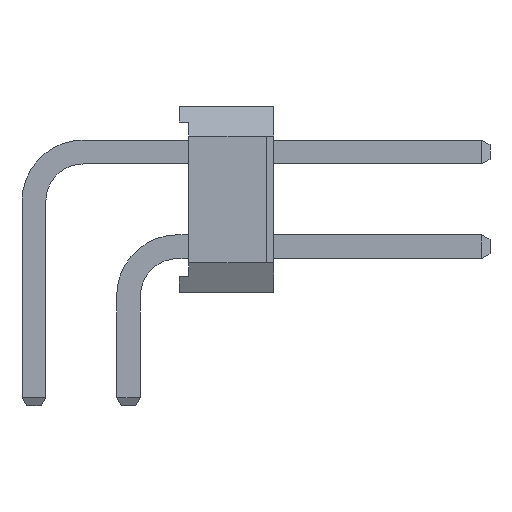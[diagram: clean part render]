
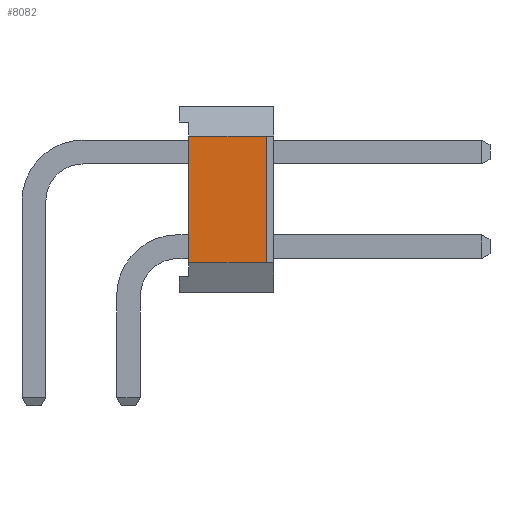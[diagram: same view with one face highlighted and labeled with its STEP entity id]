
A CAD part, left-side view. The second image highlights one B-rep face of the part: STEP entity #8082.
In plain terms, the highlighted planar face has unit normal (-1, 0, 0).
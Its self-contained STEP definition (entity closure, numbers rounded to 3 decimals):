
#508=FACE_OUTER_BOUND('',#972,.T.);
#972=EDGE_LOOP('',(#5620,#5621,#5622,#5623));
#1412=LINE('',#11156,#2476);
#1530=LINE('',#11414,#2594);
#1545=LINE('',#11440,#2609);
#1546=LINE('',#11442,#2610);
#2476=VECTOR('',#9044,3.4);
#2594=VECTOR('',#9278,3.4);
#2609=VECTOR('',#9303,2.09);
#2610=VECTOR('',#9306,2.09);
#3539=VERTEX_POINT('',#11153);
#3540=VERTEX_POINT('',#11155);
#3621=VERTEX_POINT('',#11412);
#3622=VERTEX_POINT('',#11413);
#4240=EDGE_CURVE('',#3540,#3539,#1412,.T.);
#4366=EDGE_CURVE('',#3621,#3622,#1530,.T.);
#4381=EDGE_CURVE('',#3539,#3622,#1545,.T.);
#4382=EDGE_CURVE('',#3540,#3621,#1546,.T.);
#5620=ORIENTED_EDGE('',*,*,#4240,.T.);
#5621=ORIENTED_EDGE('',*,*,#4381,.T.);
#5622=ORIENTED_EDGE('',*,*,#4366,.F.);
#5623=ORIENTED_EDGE('',*,*,#4382,.F.);
#7644=PLANE('',#8573);
#8082=ADVANCED_FACE('',(#508),#7644,.T.);
#8573=AXIS2_PLACEMENT_3D('',#11441,#9304,#9305);
#9044=DIRECTION('',(0.,0.,-1.));
#9278=DIRECTION('',(0.,0.,-1.));
#9303=DIRECTION('',(0.,-1.,0.));
#9304=DIRECTION('center_axis',(-1.,0.,0.));
#9305=DIRECTION('ref_axis',(0.,0.,-1.));
#9306=DIRECTION('',(0.,-1.,0.));
#11153=CARTESIAN_POINT('',(-1.27,-0.25,-1.7));
#11155=CARTESIAN_POINT('',(-1.27,-0.25,1.7));
#11156=CARTESIAN_POINT('',(-1.27,-0.25,1.7));
#11412=CARTESIAN_POINT('',(-1.27,-2.34,1.7));
#11413=CARTESIAN_POINT('',(-1.27,-2.34,-1.7));
#11414=CARTESIAN_POINT('',(-1.27,-2.34,1.7));
#11440=CARTESIAN_POINT('',(-1.27,-0.25,-1.7));
#11441=CARTESIAN_POINT('Origin',(-1.27,0.,1.7));
#11442=CARTESIAN_POINT('',(-1.27,-0.25,1.7));
